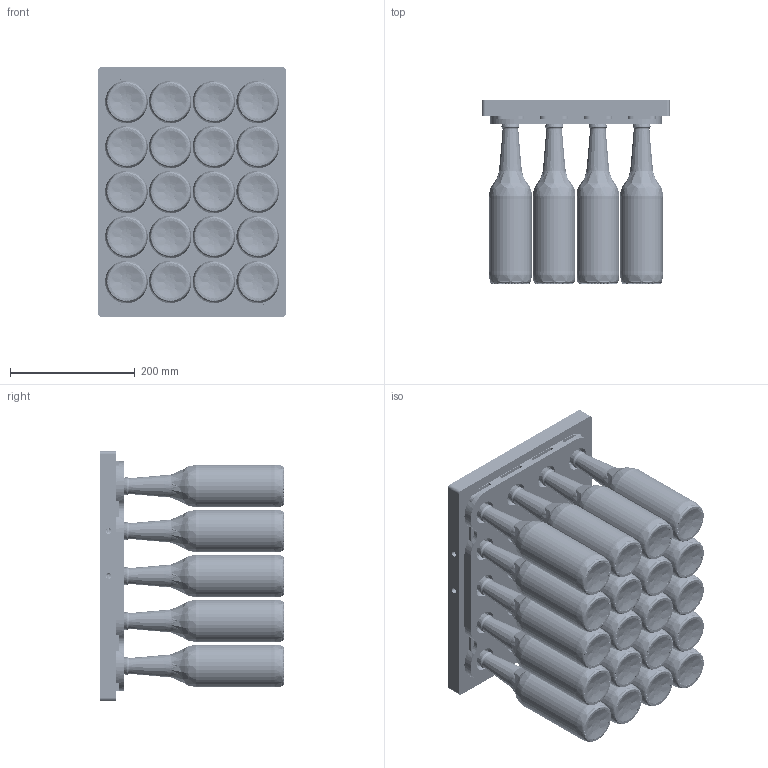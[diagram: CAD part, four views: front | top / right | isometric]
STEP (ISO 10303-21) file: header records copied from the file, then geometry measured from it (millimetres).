
FILE_DESCRIPTION (( 'STEP AP214' ), '1' );
FILE_NAME ('Konzept.STEP', '2013-02-20T16:47:56', ( '' ), ( '' ), 'SwSTEP 2.0', 'SolidWorks 2011', '' );
FILE_SCHEMA (( 'AUTOMOTIVE_DESIGN' ));
Length unit declared in the file: millimetre
Products named in the file (8): Mittelplatte; BeerZõpfer; Verriegelung; Oberteil; Dichtung; Unterteil; LongneckFlasche; Konzept
Assembly tree (29 placements, depth 3):
  Konzept
    LongneckFlasche  x20
    BeerZõpfer
      Verriegelung  x4
      Unterteil
      Mittelplatte
      Oberteil
      Dichtung
Bounding box: 300 x 293.75 x 400 mm (x, y, z)
Volume: 5284984.6 mm3; surface area: 2728440.8 mm2
Topology: 28 solids, 28 shells, 11952 faces, 29962 edges, 19536 vertices
Faces by surface type: cylinder 5676, plane 5152, torus 616, cone 424, bspline 80, sphere 4
Entity records: 69125 total; most frequent: CARTESIAN_POINT 15256, DIRECTION 11072, ORIENTED_EDGE 10734, EDGE_CURVE 5367, AXIS2_PLACEMENT_3D 4206, VERTEX_POINT 3512, VECTOR 2660, LINE 2660
